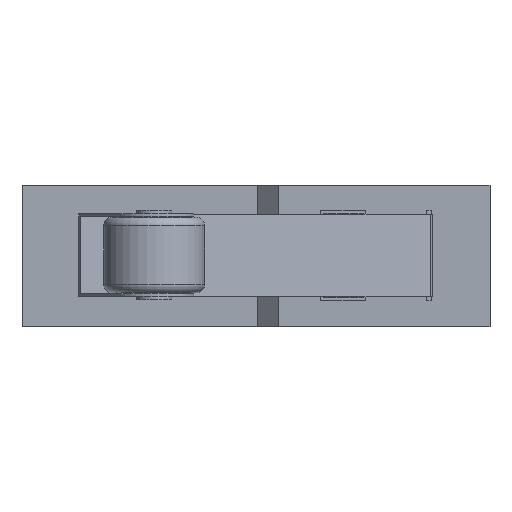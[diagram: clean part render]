
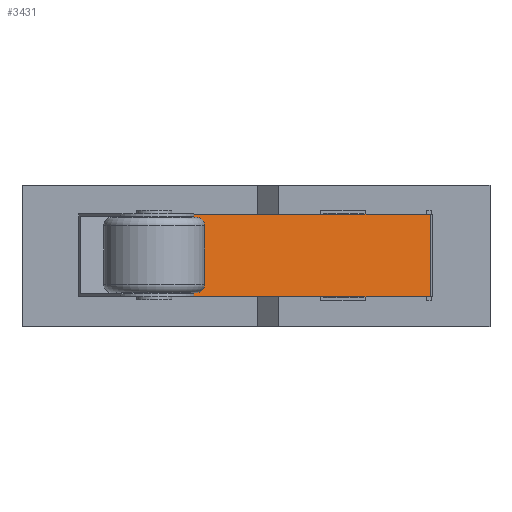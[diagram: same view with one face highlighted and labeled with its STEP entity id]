
A CAD part, top view. The second image highlights one B-rep face of the part: STEP entity #3431.
In plain terms, the highlighted face is planar.
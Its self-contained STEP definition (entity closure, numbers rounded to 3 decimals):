
#493=FACE_OUTER_BOUND('',#696,.T.);
#696=EDGE_LOOP('',(#3000,#3001,#3002,#3003,#3004,#3005));
#1004=LINE('',#6326,#1325);
#1005=LINE('',#6329,#1326);
#1011=LINE('',#6347,#1332);
#1012=LINE('',#6349,#1333);
#1013=LINE('',#6351,#1334);
#1014=LINE('',#6352,#1335);
#1325=VECTOR('',#4248,10.);
#1326=VECTOR('',#4251,10.);
#1332=VECTOR('',#4265,10.);
#1333=VECTOR('',#4266,10.);
#1334=VECTOR('',#4267,10.);
#1335=VECTOR('',#4268,10.);
#1643=VERTEX_POINT('',#6319);
#1646=VERTEX_POINT('',#6324);
#1647=VERTEX_POINT('',#6328);
#1655=VERTEX_POINT('',#6346);
#1656=VERTEX_POINT('',#6348);
#1657=VERTEX_POINT('',#6350);
#2102=EDGE_CURVE('',#1646,#1643,#1004,.T.);
#2103=EDGE_CURVE('',#1643,#1647,#1005,.T.);
#2112=EDGE_CURVE('',#1655,#1646,#1011,.T.);
#2113=EDGE_CURVE('',#1655,#1656,#1012,.T.);
#2114=EDGE_CURVE('',#1656,#1657,#1013,.T.);
#2115=EDGE_CURVE('',#1657,#1647,#1014,.T.);
#3000=ORIENTED_EDGE('',*,*,#2102,.F.);
#3001=ORIENTED_EDGE('',*,*,#2112,.F.);
#3002=ORIENTED_EDGE('',*,*,#2113,.T.);
#3003=ORIENTED_EDGE('',*,*,#2114,.T.);
#3004=ORIENTED_EDGE('',*,*,#2115,.T.);
#3005=ORIENTED_EDGE('',*,*,#2103,.F.);
#3260=PLANE('',#3680);
#3431=ADVANCED_FACE('',(#493),#3260,.T.);
#3680=AXIS2_PLACEMENT_3D('',#6345,#4263,#4264);
#4248=DIRECTION('',(0.,-1.,0.));
#4251=DIRECTION('',(-0.978,0.,0.211));
#4263=DIRECTION('center_axis',(0.211,0.,0.978));
#4264=DIRECTION('ref_axis',(-0.978,0.,0.211));
#4265=DIRECTION('',(0.978,0.,-0.211));
#4266=DIRECTION('',(0.,-1.,0.));
#4267=DIRECTION('',(0.,-1.,0.));
#4268=DIRECTION('',(0.,-1.,0.));
#6319=CARTESIAN_POINT('',(17.192,1.25,10.815));
#6324=CARTESIAN_POINT('',(17.192,4.75,10.815));
#6326=CARTESIAN_POINT('',(17.192,3.,10.815));
#6328=CARTESIAN_POINT('',(2.999,1.25,13.874));
#6329=CARTESIAN_POINT('',(17.35,1.25,10.781));
#6345=CARTESIAN_POINT('Origin',(17.35,3.,10.781));
#6346=CARTESIAN_POINT('',(2.999,4.75,13.874));
#6347=CARTESIAN_POINT('',(17.35,4.75,10.781));
#6348=CARTESIAN_POINT('',(2.999,4.65,13.874));
#6349=CARTESIAN_POINT('',(2.999,3.,13.874));
#6350=CARTESIAN_POINT('',(2.999,1.35,13.874));
#6351=CARTESIAN_POINT('',(2.999,3.,13.874));
#6352=CARTESIAN_POINT('',(2.999,3.,13.874));
